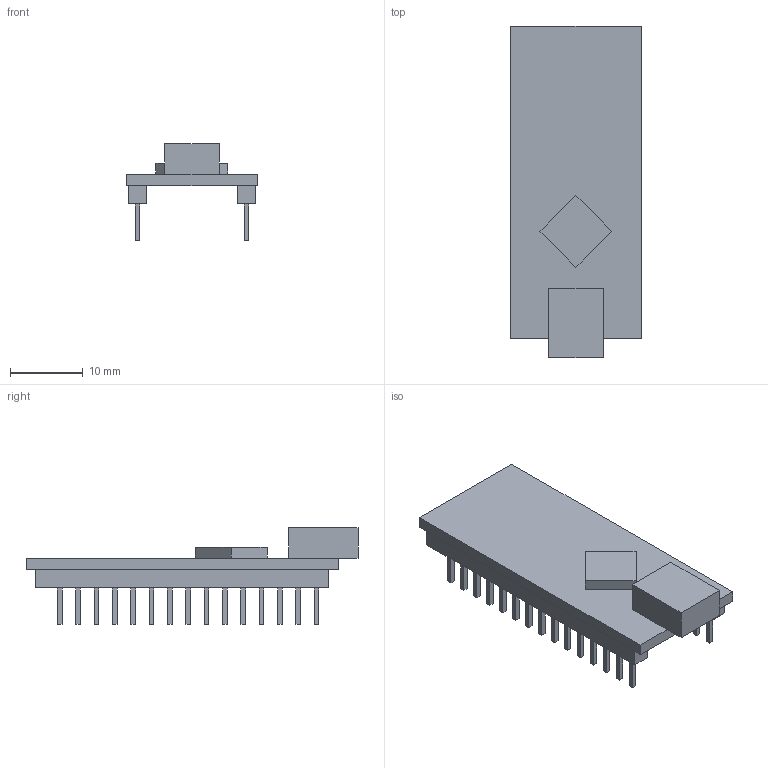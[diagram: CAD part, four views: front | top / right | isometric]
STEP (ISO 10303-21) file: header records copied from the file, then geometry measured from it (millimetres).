
FILE_DESCRIPTION(('FreeCAD Model'),'2;1');
FILE_NAME('KiCad/*3d_CAD Models/Fusion.step', '2020-02-07T08:42:47',('kicad StepUp'),('ksu MCAD'), 'Open CASCADE STEP processor 7.2','FreeCAD','Unknown');
FILE_SCHEMA(('CONFIG_CONTROL_DESIGN','SHAPE_APPEARANCE_LAYER_MIM'));
Length unit declared in the file: millimetre
Products named in the file (1): Fusion
Bounding box: 18 x 45.7 x 13.3 mm (x, y, z)
Volume: 2180.1 mm3; surface area: 2788 mm2
Topology: 1 solids, 1 shells, 177 faces, 424 edges, 282 vertices
Faces by surface type: plane 177
Entity records: 6306 total; most frequent: CARTESIAN_POINT 884, ORIENTED_EDGE 848, DIRECTION 780, EDGE_CURVE 424, LINE 424, VECTOR 424, VERTEX_POINT 282, FACE_BOUND 210
